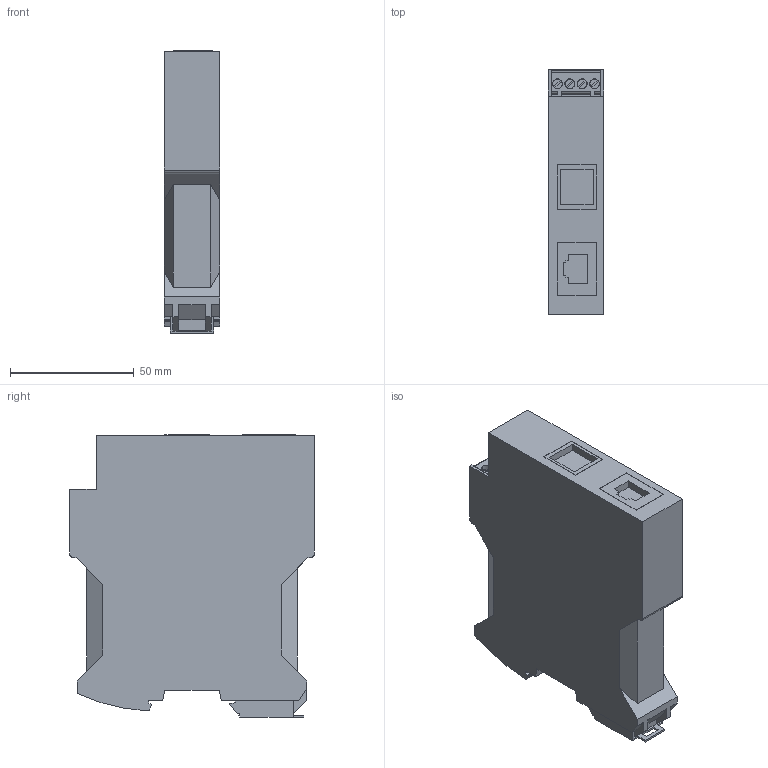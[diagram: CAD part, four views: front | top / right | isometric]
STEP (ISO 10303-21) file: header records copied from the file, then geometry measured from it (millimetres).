
FILE_DESCRIPTION(('Creo Elements/Direct Modeling STEP Export'),'2;1');
FILE_NAME('model.stp','2020-11-18T16:21:46',(''),(''),'Creo Elements/Direct Modeling STEP processor for AP214 (Solid Model)','Creo Elements/Direct Modeling 20.1A 29-Sep-2018 (C) Parametric Technology GmbH','');
FILE_SCHEMA(('AUTOMOTIVE_DESIGN { 1 0 10303 214 1 1 1 1 }'));
Length unit declared in the file: millimetre
Products named in the file (2): FL_MC_EF_WDM_B_SC-select
Assembly tree (1 placements, depth 2):
  FL_MC_EF_WDM_B_SC-select
    FL_MC_EF_WDM_B_SC-select
Bounding box: 22.6 x 99 x 114.2 mm (x, y, z)
Volume: 215633.6 mm3; surface area: 31100.2 mm2
Topology: 1 solids, 1 shells, 277 faces, 751 edges, 490 vertices
Faces by surface type: plane 250, cylinder 27
Entity records: 10537 total; most frequent: ORIENTED_EDGE 1502, CARTESIAN_POINT 1458, DIRECTION 1270, EDGE_CURVE 751, VECTOR 666, LINE 666, VERTEX_POINT 490, AXIS2_PLACEMENT_3D 302
